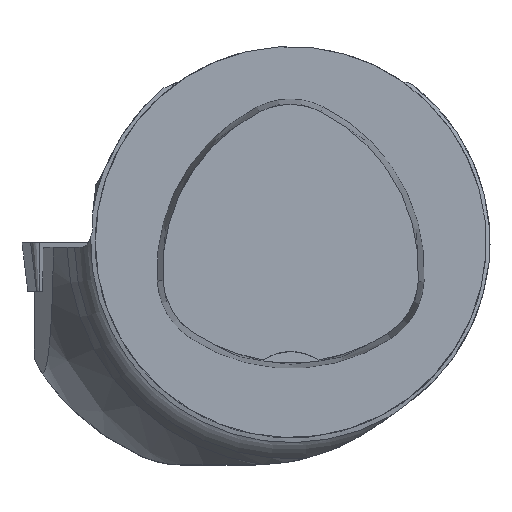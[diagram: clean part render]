
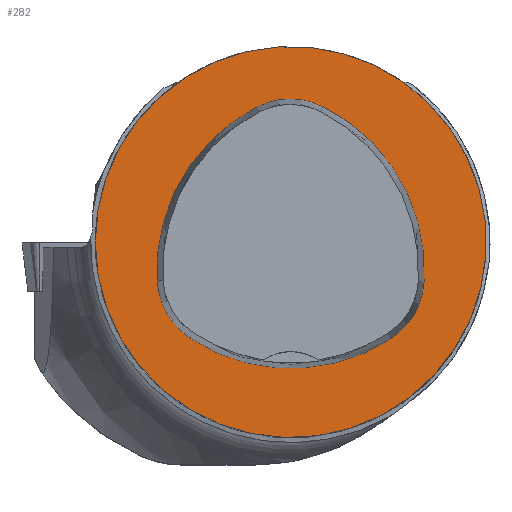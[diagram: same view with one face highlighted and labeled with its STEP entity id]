
A CAD part, top view. The second image highlights one B-rep face of the part: STEP entity #282.
In plain terms, the highlighted planar face has unit normal (0, 0, 1).
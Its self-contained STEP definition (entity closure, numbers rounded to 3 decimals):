
#282=ADVANCED_FACE('',(#547,#548),#330,.T.);
#330=PLANE('',#1631);
#547=FACE_BOUND('',#618,.T.);
#548=FACE_BOUND('',#619,.T.);
#618=EDGE_LOOP('',(#929,#930,#931,#932,#933,#934));
#619=EDGE_LOOP('',(#935));
#929=ORIENTED_EDGE('',*,*,#1340,.T.);
#930=ORIENTED_EDGE('',*,*,#1320,.T.);
#931=ORIENTED_EDGE('',*,*,#1324,.T.);
#932=ORIENTED_EDGE('',*,*,#1327,.T.);
#933=ORIENTED_EDGE('',*,*,#1330,.T.);
#934=ORIENTED_EDGE('',*,*,#1338,.T.);
#935=ORIENTED_EDGE('',*,*,#1241,.F.);
#1096=VERTEX_POINT('',#2347);
#1148=VERTEX_POINT('',#2607);
#1149=VERTEX_POINT('',#2608);
#1152=VERTEX_POINT('',#2616);
#1154=VERTEX_POINT('',#2622);
#1156=VERTEX_POINT('',#2628);
#1163=VERTEX_POINT('',#2649);
#1241=EDGE_CURVE('',#1096,#1096,#1377,.T.);
#1320=EDGE_CURVE('',#1148,#1149,#1391,.T.);
#1324=EDGE_CURVE('',#1149,#1152,#1393,.T.);
#1327=EDGE_CURVE('',#1152,#1154,#1395,.T.);
#1330=EDGE_CURVE('',#1154,#1156,#1397,.T.);
#1338=EDGE_CURVE('',#1156,#1163,#1401,.T.);
#1340=EDGE_CURVE('',#1163,#1148,#1403,.T.);
#1377=CIRCLE('',#1558,16.);
#1391=CIRCLE('',#1609,15.);
#1393=CIRCLE('',#1612,6.);
#1395=CIRCLE('',#1615,15.);
#1397=CIRCLE('',#1618,6.);
#1401=CIRCLE('',#1623,15.);
#1403=CIRCLE('',#1626,6.);
#1558=AXIS2_PLACEMENT_3D('',#2346,#1821,#1822);
#1609=AXIS2_PLACEMENT_3D('',#2606,#1955,#1956);
#1612=AXIS2_PLACEMENT_3D('',#2615,#1963,#1964);
#1615=AXIS2_PLACEMENT_3D('',#2621,#1970,#1971);
#1618=AXIS2_PLACEMENT_3D('',#2627,#1977,#1978);
#1623=AXIS2_PLACEMENT_3D('',#2650,#1989,#1990);
#1626=AXIS2_PLACEMENT_3D('',#2653,#1995,#1996);
#1631=AXIS2_PLACEMENT_3D('',#2658,#2005,#2006);
#1821=DIRECTION('',(0.,0.,-1.));
#1822=DIRECTION('',(-1.,0.,0.));
#1955=DIRECTION('',(0.,0.,-1.));
#1956=DIRECTION('',(-1.,0.,0.));
#1963=DIRECTION('',(0.,0.,-1.));
#1964=DIRECTION('',(-1.,0.,0.));
#1970=DIRECTION('',(0.,0.,-1.));
#1971=DIRECTION('',(-1.,0.,0.));
#1977=DIRECTION('',(0.,0.,-1.));
#1978=DIRECTION('',(-1.,0.,0.));
#1989=DIRECTION('',(0.,0.,-1.));
#1990=DIRECTION('',(-1.,0.,0.));
#1995=DIRECTION('',(0.,0.,-1.));
#1996=DIRECTION('',(-1.,0.,0.));
#2005=DIRECTION('',(0.,0.,1.));
#2006=DIRECTION('',(1.,0.,0.));
#2346=CARTESIAN_POINT('',(0.,0.,0.));
#2347=CARTESIAN_POINT('',(-16.,0.,0.));
#2606=CARTESIAN_POINT('',(4.048,-2.316,0.));
#2607=CARTESIAN_POINT('',(-10.926,-3.206,0.));
#2608=CARTESIAN_POINT('',(-2.774,11.043,0.));
#2615=CARTESIAN_POINT('',(-0.045,5.7,0.));
#2616=CARTESIAN_POINT('',(2.638,11.066,0.));
#2621=CARTESIAN_POINT('',(-4.07,-2.35,0.));
#2622=CARTESIAN_POINT('',(10.903,-3.249,0.));
#2627=CARTESIAN_POINT('',(4.914,-2.889,0.));
#2628=CARTESIAN_POINT('',(8.177,-7.924,0.));
#2649=CARTESIAN_POINT('',(-8.24,-7.859,0.));
#2650=CARTESIAN_POINT('',(0.019,4.663,0.));
#2653=CARTESIAN_POINT('',(-4.936,-2.85,0.));
#2658=CARTESIAN_POINT('',(0.,0.,0.));
